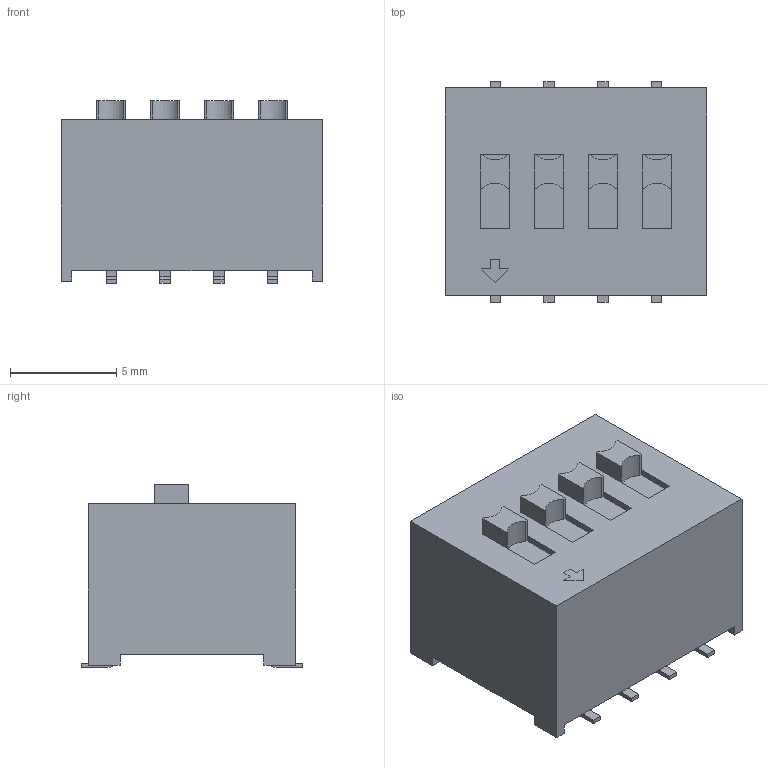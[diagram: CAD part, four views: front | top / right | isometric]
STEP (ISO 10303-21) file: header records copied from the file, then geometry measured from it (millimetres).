
FILE_DESCRIPTION(/* description */ ('model of SW_DIP_SPSTx04_Slide_9.78x12.34mm_W8.61mm_P2.54mm'),/* implementation_level */ '2;1');
FILE_NAME(/* name */ 'SW_DIP_SPSTx04_Slide_9.78x12.34mm_W8.61mm_P2.54mm.step',/* time_stamp */ '2018-12-27T15:22:22',/* author */ ('Terje Io','https://github.com/terjeio'),/* organization */ ('FreeCAD'),/* preprocessor_version */ 'OCC',/* originating_system */ 'kicad StepUp',/* authorisation */ '');
FILE_SCHEMA(('AUTOMOTIVE_DESIGN { 1 0 10303 214 1 1 1 1 }'));
Length unit declared in the file: millimetre
Products named in the file (1): SW_DIP_SPSTx04_Slide_978x1234mm_W861mm_P254mm
Bounding box: 12.34 x 10.4 x 8.6 mm (x, y, z)
Volume: 862.7 mm3; surface area: 617.9 mm2
Topology: 1 solids, 1 shells, 151 faces, 399 edges, 263 vertices
Faces by surface type: plane 127, cylinder 24
Entity records: 3063 total; most frequent: ORIENTED_EDGE 614, CARTESIAN_POINT 426, EDGE_CURVE 399, LINE 299, VERTEX_POINT 263, AXIS2_PLACEMENT_3D 167, FACE_BOUND 164, EDGE_LOOP 164
